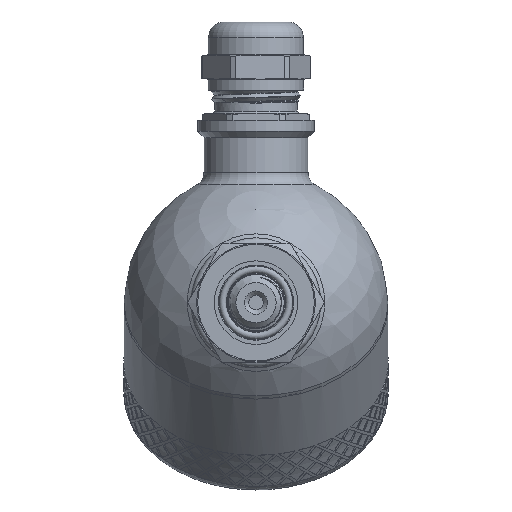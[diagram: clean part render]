
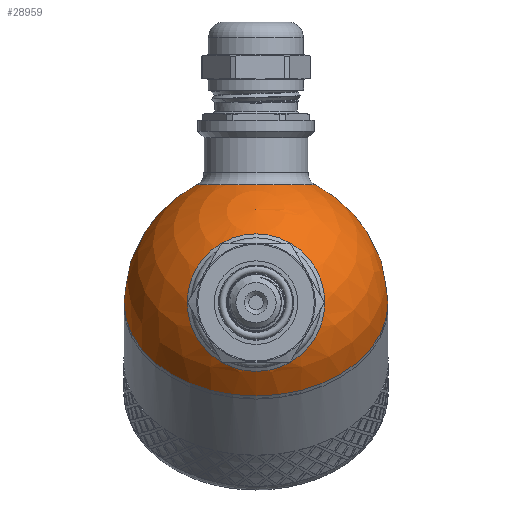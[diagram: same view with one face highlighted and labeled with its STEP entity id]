
A CAD part, left-side view. The second image highlights one B-rep face of the part: STEP entity #28959.
In plain terms, the highlighted spherical face has radius 30 mm.
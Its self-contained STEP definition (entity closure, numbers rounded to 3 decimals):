
#145=SPHERICAL_SURFACE('',#30770,30.);
#283=FACE_BOUND('',#4239,.T.);
#284=FACE_BOUND('',#4240,.T.);
#2384=FACE_OUTER_BOUND('',#4238,.T.);
#4238=EDGE_LOOP('',(#20924,#20925,#20926,#20927));
#4239=EDGE_LOOP('',(#20928));
#4240=EDGE_LOOP('',(#20929));
#5988=CIRCLE('',#30693,30.);
#5989=CIRCLE('',#30694,30.);
#6016=CIRCLE('',#30766,13.5);
#6019=CIRCLE('',#30771,30.);
#6020=CIRCLE('',#30772,15.643);
#11416=VERTEX_POINT('',#39722);
#11417=VERTEX_POINT('',#39724);
#11944=VERTEX_POINT('',#46488);
#11946=VERTEX_POINT('',#46495);
#11947=VERTEX_POINT('',#46497);
#14531=EDGE_CURVE('',#11416,#11417,#5988,.T.);
#14532=EDGE_CURVE('',#11417,#11416,#5989,.T.);
#15325=EDGE_CURVE('',#11944,#11944,#6016,.T.);
#15328=EDGE_CURVE('',#11417,#11946,#6019,.T.);
#15329=EDGE_CURVE('',#11947,#11947,#6020,.T.);
#20924=ORIENTED_EDGE('',*,*,#14532,.F.);
#20925=ORIENTED_EDGE('',*,*,#15328,.T.);
#20926=ORIENTED_EDGE('',*,*,#15328,.F.);
#20927=ORIENTED_EDGE('',*,*,#14531,.F.);
#20928=ORIENTED_EDGE('',*,*,#15329,.F.);
#20929=ORIENTED_EDGE('',*,*,#15325,.F.);
#28959=ADVANCED_FACE('',(#2384,#283,#284),#145,.T.);
#30693=AXIS2_PLACEMENT_3D('',#39725,#32325,#32326);
#30694=AXIS2_PLACEMENT_3D('',#39726,#32327,#32328);
#30766=AXIS2_PLACEMENT_3D('',#46489,#32749,#32750);
#30770=AXIS2_PLACEMENT_3D('',#46494,#32757,#32758);
#30771=AXIS2_PLACEMENT_3D('',#46496,#32759,#32760);
#30772=AXIS2_PLACEMENT_3D('',#46498,#32761,#32762);
#32325=DIRECTION('center_axis',(1.,0.,0.));
#32326=DIRECTION('ref_axis',(0.,1.,0.));
#32327=DIRECTION('center_axis',(1.,0.,0.));
#32328=DIRECTION('ref_axis',(0.,1.,0.));
#32749=DIRECTION('center_axis',(-0.707,0.,-0.707));
#32750=DIRECTION('ref_axis',(-0.707,0.,0.707));
#32757=DIRECTION('center_axis',(1.,0.,0.));
#32758=DIRECTION('ref_axis',(0.,-1.,0.));
#32759=DIRECTION('center_axis',(0.,0.,1.));
#32760=DIRECTION('ref_axis',(0.,1.,0.));
#32761=DIRECTION('center_axis',(-0.707,0.,0.707));
#32762=DIRECTION('ref_axis',(0.707,0.,0.707));
#39722=CARTESIAN_POINT('',(0.,-30.,0.));
#39724=CARTESIAN_POINT('',(0.,30.,0.));
#39725=CARTESIAN_POINT('Origin',(0.,0.,0.));
#39726=CARTESIAN_POINT('Origin',(0.,0.,0.));
#46488=CARTESIAN_POINT('',(-9.398,0.,-28.49));
#46489=CARTESIAN_POINT('Origin',(-18.944,0.,-18.944));
#46494=CARTESIAN_POINT('Origin',(0.,0.,0.));
#46495=CARTESIAN_POINT('',(-30.,0.,0.));
#46496=CARTESIAN_POINT('Origin',(0.,0.,0.));
#46497=CARTESIAN_POINT('',(-29.162,0.,7.04));
#46498=CARTESIAN_POINT('Origin',(-18.101,0.,18.101));
